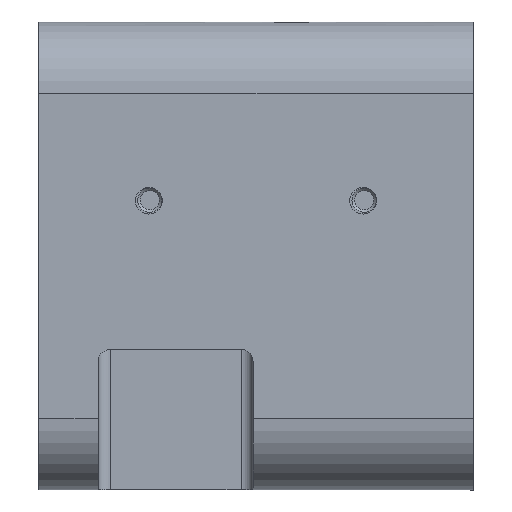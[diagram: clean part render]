
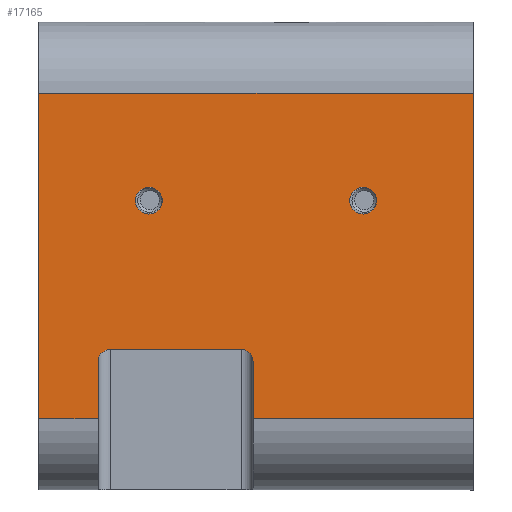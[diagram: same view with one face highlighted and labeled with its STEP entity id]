
A CAD part, front view. The second image highlights one B-rep face of the part: STEP entity #17165.
In plain terms, the highlighted planar face has unit normal (0, -1, 0).
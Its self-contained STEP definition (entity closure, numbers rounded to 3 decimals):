
#462=FACE_BOUND('',#5387,.T.);
#463=FACE_BOUND('',#5388,.T.);
#730=PLANE('',#18729);
#1783=LINE('',#42626,#2908);
#1784=LINE('',#42629,#2909);
#1792=LINE('',#42649,#2917);
#1793=LINE('',#42653,#2918);
#1794=LINE('',#42657,#2919);
#1795=LINE('',#42659,#2920);
#1796=LINE('',#42661,#2921);
#1797=LINE('',#42662,#2922);
#2908=VECTOR('',#22783,10.);
#2909=VECTOR('',#22786,10.);
#2917=VECTOR('',#22800,10.);
#2918=VECTOR('',#22803,10.);
#2919=VECTOR('',#22806,10.);
#2920=VECTOR('',#22807,10.);
#2921=VECTOR('',#22808,10.);
#2922=VECTOR('',#22809,10.);
#4340=FACE_OUTER_BOUND('',#5386,.T.);
#5386=EDGE_LOOP('',(#15741,#15742,#15743,#15744,#15745,#15746,#15747,#15748,
#15749,#15750));
#5387=EDGE_LOOP('',(#15751));
#5388=EDGE_LOOP('',(#15752));
#6633=CIRCLE('',#18730,1.);
#6634=CIRCLE('',#18731,1.);
#6635=CIRCLE('',#18732,1.125);
#6636=CIRCLE('',#18733,1.125);
#8178=VERTEX_POINT('',#42619);
#8181=VERTEX_POINT('',#42624);
#8182=VERTEX_POINT('',#42628);
#8191=VERTEX_POINT('',#42648);
#8192=VERTEX_POINT('',#42650);
#8193=VERTEX_POINT('',#42652);
#8194=VERTEX_POINT('',#42654);
#8195=VERTEX_POINT('',#42656);
#8196=VERTEX_POINT('',#42658);
#8197=VERTEX_POINT('',#42660);
#8198=VERTEX_POINT('',#42663);
#8199=VERTEX_POINT('',#42665);
#10714=EDGE_CURVE('',#8181,#8178,#1783,.T.);
#10715=EDGE_CURVE('',#8178,#8182,#1784,.T.);
#10725=EDGE_CURVE('',#8181,#8191,#1792,.T.);
#10726=EDGE_CURVE('',#8192,#8191,#6633,.T.);
#10727=EDGE_CURVE('',#8192,#8193,#1793,.T.);
#10728=EDGE_CURVE('',#8194,#8193,#6634,.T.);
#10729=EDGE_CURVE('',#8194,#8195,#1794,.T.);
#10730=EDGE_CURVE('',#8196,#8195,#1795,.T.);
#10731=EDGE_CURVE('',#8196,#8197,#1796,.T.);
#10732=EDGE_CURVE('',#8197,#8182,#1797,.T.);
#10733=EDGE_CURVE('',#8198,#8198,#6635,.T.);
#10734=EDGE_CURVE('',#8199,#8199,#6636,.T.);
#15741=ORIENTED_EDGE('',*,*,#10714,.F.);
#15742=ORIENTED_EDGE('',*,*,#10725,.T.);
#15743=ORIENTED_EDGE('',*,*,#10726,.F.);
#15744=ORIENTED_EDGE('',*,*,#10727,.T.);
#15745=ORIENTED_EDGE('',*,*,#10728,.F.);
#15746=ORIENTED_EDGE('',*,*,#10729,.T.);
#15747=ORIENTED_EDGE('',*,*,#10730,.F.);
#15748=ORIENTED_EDGE('',*,*,#10731,.T.);
#15749=ORIENTED_EDGE('',*,*,#10732,.T.);
#15750=ORIENTED_EDGE('',*,*,#10715,.F.);
#15751=ORIENTED_EDGE('',*,*,#10733,.F.);
#15752=ORIENTED_EDGE('',*,*,#10734,.F.);
#17165=ADVANCED_FACE('',(#4340,#462,#463),#730,.F.);
#18729=AXIS2_PLACEMENT_3D('',#42647,#22798,#22799);
#18730=AXIS2_PLACEMENT_3D('',#42651,#22801,#22802);
#18731=AXIS2_PLACEMENT_3D('',#42655,#22804,#22805);
#18732=AXIS2_PLACEMENT_3D('',#42664,#22810,#22811);
#18733=AXIS2_PLACEMENT_3D('',#42666,#22812,#22813);
#22783=DIRECTION('',(1.,0.,0.));
#22786=DIRECTION('',(0.,0.,-1.));
#22798=DIRECTION('center_axis',(0.,1.,0.));
#22799=DIRECTION('ref_axis',(0.,0.,
-1.));
#22800=DIRECTION('',(0.,0.,-1.));
#22801=DIRECTION('center_axis',(0.,-1.,0.));
#22802=DIRECTION('ref_axis',(0.707,0.,-0.707));
#22803=DIRECTION('',(-1.,0.,0.));
#22804=DIRECTION('center_axis',(0.,-1.,0.));
#22805=DIRECTION('ref_axis',(-0.707,0.,-0.707));
#22806=DIRECTION('',(0.,0.,1.));
#22807=DIRECTION('',(1.,0.,0.));
#22808=DIRECTION('',(0.,0.,-1.));
#22809=DIRECTION('',(1.,0.,0.));
#22810=DIRECTION('center_axis',(0.,-1.,0.));
#22811=DIRECTION('ref_axis',(-1.,0.,0.));
#22812=DIRECTION('center_axis',(0.,-1.,0.));
#22813=DIRECTION('ref_axis',(-1.,0.,0.));
#42619=CARTESIAN_POINT('',(18.25,0.,25.3));
#42624=CARTESIAN_POINT('',(13.25,0.,25.3));
#42626=CARTESIAN_POINT('',(0.,0.,
25.3));
#42628=CARTESIAN_POINT('',(18.25,0.,-2.));
#42629=CARTESIAN_POINT('',(18.25,0.,3.25));
#42647=CARTESIAN_POINT('Origin',(0.,0.,
1.5));
#42648=CARTESIAN_POINT('',(13.25,0.,20.5));
#42649=CARTESIAN_POINT('',(13.25,0.,12.7));
#42650=CARTESIAN_POINT('',(12.25,0.,19.5));
#42651=CARTESIAN_POINT('Origin',(12.25,0.,
20.5));
#42652=CARTESIAN_POINT('',(1.25,0.,19.5));
#42653=CARTESIAN_POINT('',(3.125,0.,19.5));
#42654=CARTESIAN_POINT('',(0.25,0.,20.5));
#42655=CARTESIAN_POINT('Origin',(1.25,0.,
20.5));
#42656=CARTESIAN_POINT('',(0.25,0.,25.3));
#42657=CARTESIAN_POINT('',(0.25,0.,12.7));
#42658=CARTESIAN_POINT('',(-18.25,0.,25.3));
#42659=CARTESIAN_POINT('',(0.,0.,
25.3));
#42660=CARTESIAN_POINT('',(-18.25,0.,-2.));
#42661=CARTESIAN_POINT('',(-18.25,0.,10.75));
#42662=CARTESIAN_POINT('',(17.75,0.,-2.));
#42663=CARTESIAN_POINT('',(-7.875,0.,7.));
#42664=CARTESIAN_POINT('Origin',(-9.,0.,
7.));
#42665=CARTESIAN_POINT('',(10.125,0.,7.));
#42666=CARTESIAN_POINT('Origin',(9.,0.,
7.));
